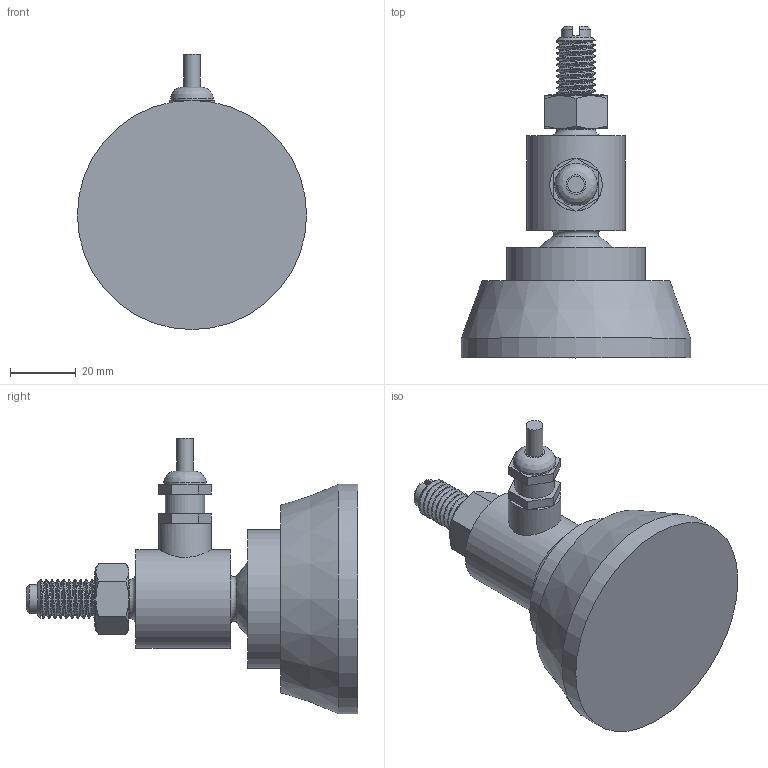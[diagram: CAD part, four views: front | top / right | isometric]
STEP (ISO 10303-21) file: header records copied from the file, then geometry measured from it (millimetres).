
FILE_DESCRIPTION(/* description */ (''),/* implementation_level */ '2;1');
FILE_NAME(/* name */ '106MS-F-YZ-(0.5-1)t v2.step',/* time_stamp */ '2020-01-31T12:09:52-08:00',/* author */ (''),/* organization */ (''),/* preprocessor_version */ 'ST-DEVELOPER v18',/* originating_system */ 'Autodesk Translation Framework v8.12.0.6',/* authorisation */ '');
FILE_SCHEMA (('AUTOMOTIVE_DESIGN { 1 0 10303 214 3 1 1 }'));
Length unit declared in the file: millimetre
Products named in the file (3): 106MS-F-YZ-(0.5-1)t; 90591A181; Connector
Assembly tree (2 placements, depth 2):
  106MS-F-YZ-(0.5-1)t
    90591A181
    Connector
Bounding box: 70 x 101.3 x 84.03 mm (x, y, z)
Volume: 123849.8 mm3; surface area: 22250.1 mm2
Topology: 3 solids, 3 shells, 129 faces, 326 edges, 216 vertices
Faces by surface type: cylinder 57, plane 42, cone 22, bspline 5, torus 2, sphere 1
Full cylindrical faces by diameter (mm): 5.1 x1, 9 x1, 9.727 x4, 9.836 x14, 10 x1, 11.834 x15, 12 x8, 13 x1, 16 x1, 16.97 x1, 30 x1, 42.3 x1, 70 x1
Entity records: 8952 total; most frequent: CARTESIAN_POINT 5992, ORIENTED_EDGE 650, DIRECTION 534, EDGE_CURVE 325, VERTEX_POINT 216, AXIS2_PLACEMENT_3D 212, EDGE_LOOP 145, FACE_OUTER_BOUND 129
